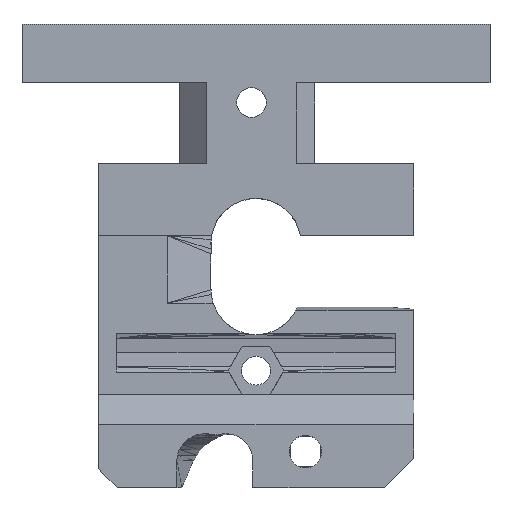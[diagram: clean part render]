
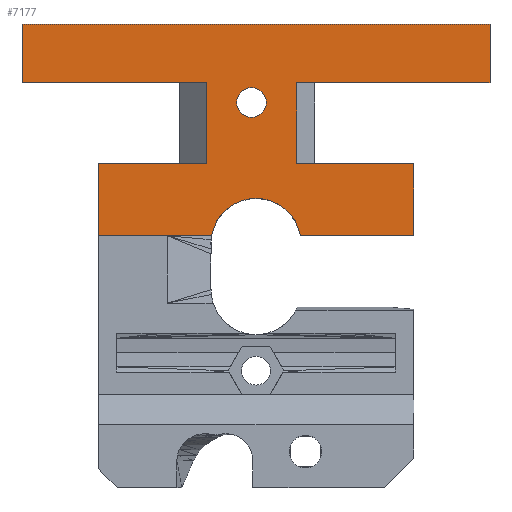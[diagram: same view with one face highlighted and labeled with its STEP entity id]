
A CAD part, top view. The second image highlights one B-rep face of the part: STEP entity #7177.
In plain terms, the highlighted planar face has unit normal (0, 0, 1).
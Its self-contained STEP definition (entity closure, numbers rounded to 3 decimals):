
#22=CIRCLE('',#7562,5.01);
#23=CIRCLE('',#7567,1.65);
#156=FACE_BOUND('',#941,.T.);
#525=FACE_OUTER_BOUND('',#940,.T.);
#940=EDGE_LOOP('',(#6190,#6191,#6192,#6193,#6194,#6195,#6196,#6197,#6198,
#6199,#6200,#6201,#6202,#6203));
#941=EDGE_LOOP('',(#6204));
#1794=LINE('',#13880,#2681);
#1804=LINE('',#13946,#2691);
#1808=LINE('',#14050,#2695);
#1816=LINE('',#14071,#2703);
#1818=LINE('',#14075,#2705);
#1819=LINE('',#14077,#2706);
#1820=LINE('',#14079,#2707);
#1821=LINE('',#14081,#2708);
#1822=LINE('',#14083,#2709);
#1823=LINE('',#14085,#2710);
#1824=LINE('',#14087,#2711);
#1825=LINE('',#14089,#2712);
#1826=LINE('',#14090,#2713);
#2681=VECTOR('',#9020,10.);
#2691=VECTOR('',#9038,1.);
#2695=VECTOR('',#9044,1.);
#2703=VECTOR('',#9068,10.);
#2705=VECTOR('',#9072,10.);
#2706=VECTOR('',#9073,1.);
#2707=VECTOR('',#9074,1.);
#2708=VECTOR('',#9075,1.);
#2709=VECTOR('',#9076,10.);
#2710=VECTOR('',#9077,1.);
#2711=VECTOR('',#9078,1.);
#2712=VECTOR('',#9079,1.);
#2713=VECTOR('',#9080,10.);
#3311=VERTEX_POINT('',#13877);
#3312=VERTEX_POINT('',#13879);
#3324=VERTEX_POINT('',#13944);
#3330=VERTEX_POINT('',#14047);
#3331=VERTEX_POINT('',#14049);
#3334=VERTEX_POINT('',#14063);
#3337=VERTEX_POINT('',#14074);
#3338=VERTEX_POINT('',#14076);
#3339=VERTEX_POINT('',#14078);
#3340=VERTEX_POINT('',#14080);
#3341=VERTEX_POINT('',#14082);
#3342=VERTEX_POINT('',#14084);
#3343=VERTEX_POINT('',#14086);
#3344=VERTEX_POINT('',#14088);
#3345=VERTEX_POINT('',#14091);
#4269=EDGE_CURVE('',#3312,#3311,#1794,.T.);
#4285=EDGE_CURVE('',#3324,#3311,#1804,.T.);
#4293=EDGE_CURVE('',#3330,#3331,#1808,.T.);
#4300=EDGE_CURVE('',#3334,#3312,#22,.T.);
#4304=EDGE_CURVE('',#3334,#3330,#1816,.T.);
#4306=EDGE_CURVE('',#3337,#3324,#1818,.T.);
#4307=EDGE_CURVE('',#3337,#3338,#1819,.T.);
#4308=EDGE_CURVE('',#3339,#3338,#1820,.T.);
#4309=EDGE_CURVE('',#3339,#3340,#1821,.T.);
#4310=EDGE_CURVE('',#3341,#3340,#1822,.T.);
#4311=EDGE_CURVE('',#3342,#3341,#1823,.T.);
#4312=EDGE_CURVE('',#3343,#3342,#1824,.T.);
#4313=EDGE_CURVE('',#3344,#3343,#1825,.T.);
#4314=EDGE_CURVE('',#3344,#3331,#1826,.T.);
#4315=EDGE_CURVE('',#3345,#3345,#23,.T.);
#6190=ORIENTED_EDGE('',*,*,#4300,.T.);
#6191=ORIENTED_EDGE('',*,*,#4269,.T.);
#6192=ORIENTED_EDGE('',*,*,#4285,.F.);
#6193=ORIENTED_EDGE('',*,*,#4306,.F.);
#6194=ORIENTED_EDGE('',*,*,#4307,.T.);
#6195=ORIENTED_EDGE('',*,*,#4308,.F.);
#6196=ORIENTED_EDGE('',*,*,#4309,.T.);
#6197=ORIENTED_EDGE('',*,*,#4310,.F.);
#6198=ORIENTED_EDGE('',*,*,#4311,.F.);
#6199=ORIENTED_EDGE('',*,*,#4312,.F.);
#6200=ORIENTED_EDGE('',*,*,#4313,.F.);
#6201=ORIENTED_EDGE('',*,*,#4314,.T.);
#6202=ORIENTED_EDGE('',*,*,#4293,.F.);
#6203=ORIENTED_EDGE('',*,*,#4304,.F.);
#6204=ORIENTED_EDGE('',*,*,#4315,.T.);
#6775=PLANE('',#7566);
#7177=ADVANCED_FACE('',(#525,#156),#6775,.F.);
#7562=AXIS2_PLACEMENT_3D('',#14064,#9059,#9060);
#7566=AXIS2_PLACEMENT_3D('',#14073,#9070,#9071);
#7567=AXIS2_PLACEMENT_3D('',#14092,#9081,#9082);
#9020=DIRECTION('',(1.,0.,0.));
#9038=DIRECTION('',(0.,-1.,0.));
#9044=DIRECTION('',(0.,1.,0.));
#9059=DIRECTION('center_axis',(0.,0.,-1.));
#9060=DIRECTION('ref_axis',(-0.993,-0.121,0.));
#9068=DIRECTION('',(-1.,0.,0.));
#9070=DIRECTION('center_axis',(0.,0.,-1.));
#9071=DIRECTION('ref_axis',(-1.,0.,0.));
#9072=DIRECTION('',(1.,0.,0.));
#9073=DIRECTION('',(0.,1.,0.));
#9074=DIRECTION('',(-1.,0.,0.));
#9075=DIRECTION('',(0.,1.,0.));
#9076=DIRECTION('',(1.,0.,0.));
#9077=DIRECTION('',(0.,1.,0.));
#9078=DIRECTION('',(-1.,0.,0.));
#9079=DIRECTION('',(0.,1.,0.));
#9080=DIRECTION('',(-1.,0.,0.));
#9081=DIRECTION('center_axis',(0.,0.,-1.));
#9082=DIRECTION('ref_axis',(1.,0.,0.));
#13877=CARTESIAN_POINT('',(10.25,-21.,-217.6));
#13879=CARTESIAN_POINT('',(-2.317,-21.,-217.6));
#13880=CARTESIAN_POINT('',(9.25,-21.,-217.6));
#13944=CARTESIAN_POINT('',(10.25,-13.,-217.6));
#13946=CARTESIAN_POINT('',(10.25,-21.,-217.6));
#14047=CARTESIAN_POINT('',(-24.75,-21.,-217.6));
#14049=CARTESIAN_POINT('',(-24.75,-13.,-217.6));
#14050=CARTESIAN_POINT('',(-24.75,-21.,-217.6));
#14063=CARTESIAN_POINT('',(-12.183,-21.,-217.6));
#14064=CARTESIAN_POINT('Origin',(-7.25,-21.87,-217.6));
#14071=CARTESIAN_POINT('',(-23.75,-21.,-217.6));
#14073=CARTESIAN_POINT('Origin',(-7.326,-6.141,-217.6));
#14074=CARTESIAN_POINT('',(-2.75,-13.,-217.6));
#14075=CARTESIAN_POINT('',(9.25,-13.,-217.6));
#14076=CARTESIAN_POINT('',(-2.75,-4.,-217.6));
#14077=CARTESIAN_POINT('',(-2.75,-13.,-217.6));
#14078=CARTESIAN_POINT('',(18.75,-4.,-217.6));
#14079=CARTESIAN_POINT('',(-2.75,-4.,-217.6));
#14080=CARTESIAN_POINT('',(18.75,2.481,-217.6));
#14081=CARTESIAN_POINT('',(18.75,-3.,-217.6));
#14082=CARTESIAN_POINT('',(-33.25,2.481,-217.6));
#14083=CARTESIAN_POINT('',(-7.288,2.481,-217.6));
#14084=CARTESIAN_POINT('',(-33.25,-4.,-217.6));
#14085=CARTESIAN_POINT('',(-33.25,-3.,-217.6));
#14086=CARTESIAN_POINT('',(-12.75,-4.,-217.6));
#14087=CARTESIAN_POINT('',(-33.25,-4.,-217.6));
#14088=CARTESIAN_POINT('',(-12.75,-13.,-217.6));
#14089=CARTESIAN_POINT('',(-12.75,-13.,-217.6));
#14090=CARTESIAN_POINT('',(-23.75,-13.,-217.6));
#14091=CARTESIAN_POINT('',(-9.402,-6.206,-217.6));
#14092=CARTESIAN_POINT('Origin',(-7.752,-6.206,-217.6));
